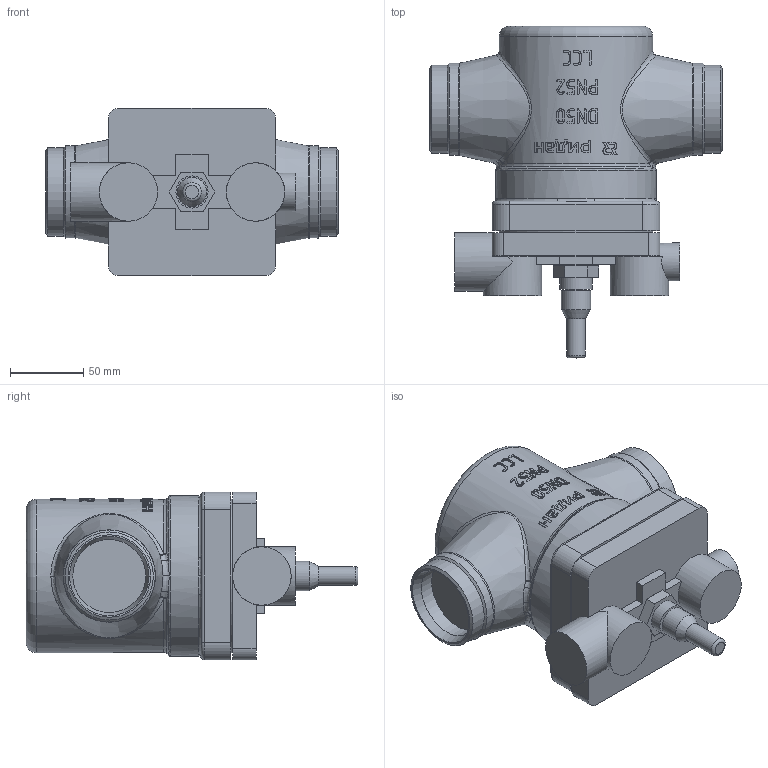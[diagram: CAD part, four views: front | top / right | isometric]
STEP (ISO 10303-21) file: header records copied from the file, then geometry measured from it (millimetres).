
FILE_DESCRIPTION(('TFLEX Exchange Step'),'2;1');
FILE_NAME('027B3050R.stp', '2024-07-02T15:36:19+03:00',('RUCO3378'),('Unknown organisation'),'TFLEX Exchange 2024.4','T-FLEX CAD','Unknown authorisation');
FILE_SCHEMA( ('AP203_CONFIGURATION_CONTROLLED_3D_DESIGN_OF_MECHANICAL_PARTS_AND_ASSEMBLIES_MIM_LF') );
Length unit declared in the file: millimetre
Products named in the file (1): Assembly
Bounding box: 200 x 227.26 x 115 mm (x, y, z)
Volume: 1969550.5 mm3; surface area: 129008.5 mm2
Topology: 1 solids, 1 shells, 420 faces, 1147 edges, 762 vertices
Faces by surface type: plane 172, bspline 164, cylinder 54, torus 15, cone 11, sphere 4
Full cylindrical faces by diameter (mm): 13 x1, 14.5 x1, 20 x1, 22 x1, 26 x2, 40 x3, 50 x2, 60.3 x2, 63 x2, 105 x2, 110 x1
Entity records: 19156 total; most frequent: CARTESIAN_POINT 9716, ORIENTED_EDGE 2294, DIRECTION 1442, EDGE_CURVE 1147, VERTEX_POINT 762, AXIS2_PLACEMENT_3D 546, B_SPLINE_CURVE_WITH_KNOTS 504, EDGE_LOOP 453
